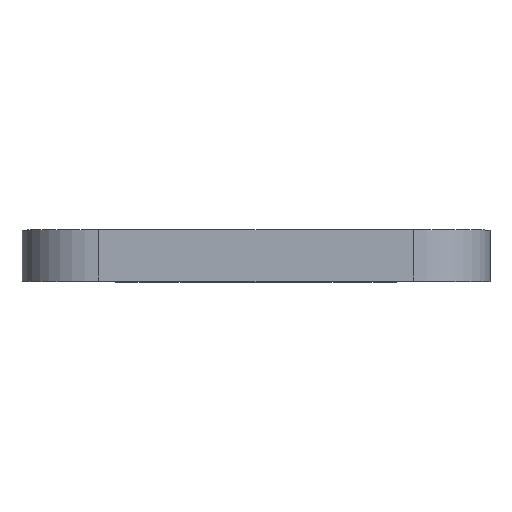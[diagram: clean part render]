
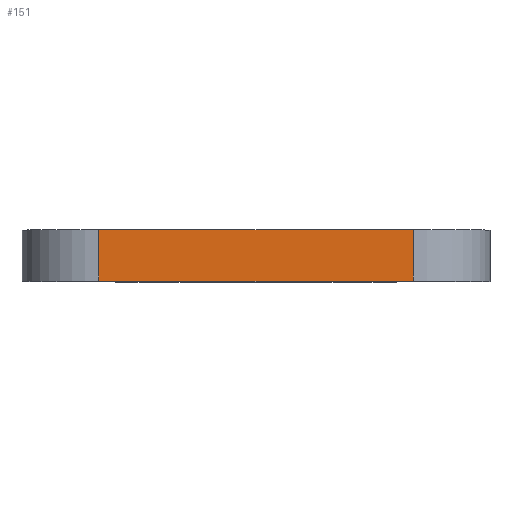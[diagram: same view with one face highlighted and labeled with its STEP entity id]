
A CAD part, top view. The second image highlights one B-rep face of the part: STEP entity #151.
In plain terms, the highlighted planar face has unit normal (0, 0, 1).
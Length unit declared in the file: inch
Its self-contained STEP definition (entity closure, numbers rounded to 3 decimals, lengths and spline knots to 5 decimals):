
#142 = DIRECTION ( 'NONE',  ( 0., -1., 0. ) ) ;
#143 = VECTOR ( 'NONE', #864, 39.37008 ) ;
#149 = EDGE_LOOP ( 'NONE', ( #1230, #1002, #453, #1033 ) ) ;
#151 = ADVANCED_FACE ( 'NONE', ( #332 ), #1195, .F. ) ;
#170 = CARTESIAN_POINT ( 'NONE',  ( -0.385, 0., 0.9375 ) ) ;
#192 = LINE ( 'NONE', #1042, #841 ) ;
#258 = VECTOR ( 'NONE', #142, 39.37008 ) ;
#284 = LINE ( 'NONE', #981, #258 ) ;
#332 = FACE_OUTER_BOUND ( 'NONE', #149, .T. ) ;
#383 = DIRECTION ( 'NONE',  ( 0., 1., 0. ) ) ;
#437 = EDGE_CURVE ( 'NONE', #693, #482, #891, .T. ) ;
#453 = ORIENTED_EDGE ( 'NONE', *, *, #437, .F. ) ;
#454 = CARTESIAN_POINT ( 'NONE',  ( -0.385, 0.125, 0.9375 ) ) ;
#456 = DIRECTION ( 'NONE',  ( 1., 0., 0. ) ) ;
#474 = AXIS2_PLACEMENT_3D ( 'NONE', #1174, #1229, #1027 ) ;
#482 = VERTEX_POINT ( 'NONE', #768 ) ;
#497 = EDGE_CURVE ( 'NONE', #1166, #579, #561, .T. ) ;
#561 = LINE ( 'NONE', #824, #829 ) ;
#579 = VERTEX_POINT ( 'NONE', #1086 ) ;
#594 = CARTESIAN_POINT ( 'NONE',  ( -0.5725, 0.125, 0.9375 ) ) ;
#693 = VERTEX_POINT ( 'NONE', #454 ) ;
#768 = CARTESIAN_POINT ( 'NONE',  ( 0.385, 0.125, 0.9375 ) ) ;
#824 = CARTESIAN_POINT ( 'NONE',  ( -0.5725, 0., 0.9375 ) ) ;
#829 = VECTOR ( 'NONE', #456, 39.37008 ) ;
#841 = VECTOR ( 'NONE', #383, 39.37008 ) ;
#864 = DIRECTION ( 'NONE',  ( 1., 0., 0. ) ) ;
#891 = LINE ( 'NONE', #594, #143 ) ;
#900 = EDGE_CURVE ( 'NONE', #579, #482, #192, .T. ) ;
#981 = CARTESIAN_POINT ( 'NONE',  ( -0.385, 0.125, 0.9375 ) ) ;
#987 = EDGE_CURVE ( 'NONE', #693, #1166, #284, .T. ) ;
#1002 = ORIENTED_EDGE ( 'NONE', *, *, #900, .T. ) ;
#1027 = DIRECTION ( 'NONE',  ( -1., 0., 0. ) ) ;
#1033 = ORIENTED_EDGE ( 'NONE', *, *, #987, .T. ) ;
#1042 = CARTESIAN_POINT ( 'NONE',  ( 0.385, 0.125, 0.9375 ) ) ;
#1086 = CARTESIAN_POINT ( 'NONE',  ( 0.385, 0., 0.9375 ) ) ;
#1166 = VERTEX_POINT ( 'NONE', #170 ) ;
#1174 = CARTESIAN_POINT ( 'NONE',  ( -0.5725, 0.125, 0.9375 ) ) ;
#1195 = PLANE ( 'NONE',  #474 ) ;
#1229 = DIRECTION ( 'NONE',  ( 0., 0., -1. ) ) ;
#1230 = ORIENTED_EDGE ( 'NONE', *, *, #497, .T. ) ;
